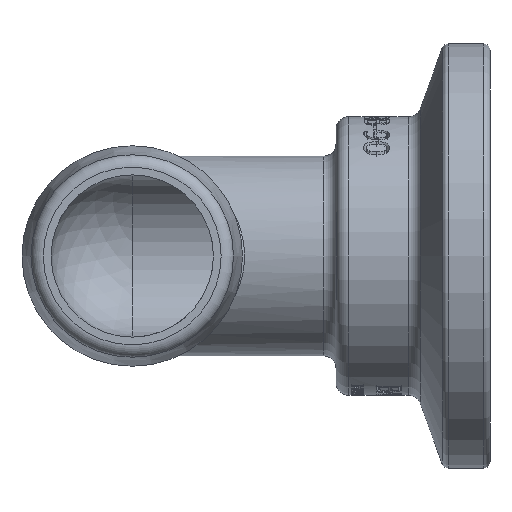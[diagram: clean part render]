
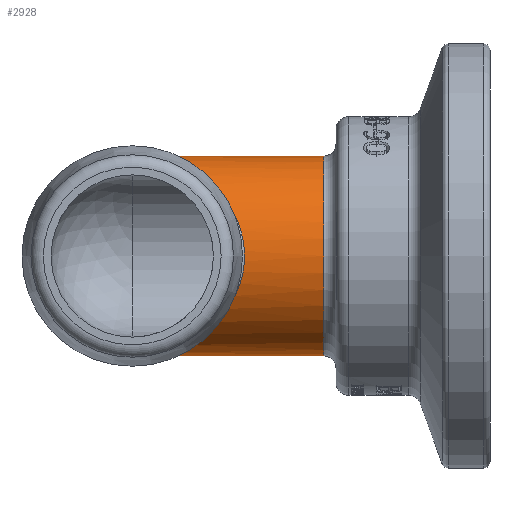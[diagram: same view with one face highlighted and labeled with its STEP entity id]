
A CAD part, front view. The second image highlights one B-rep face of the part: STEP entity #2928.
In plain terms, the highlighted cylindrical face has radius 12.192 mm (diameter 24.384 mm), a full revolution.
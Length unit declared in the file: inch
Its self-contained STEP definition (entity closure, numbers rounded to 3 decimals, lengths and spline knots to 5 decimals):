
#2881=CARTESIAN_POINT('',(0.0,0.,0.48));
#2882=VERTEX_POINT('',#2881);
#2883=CARTESIAN_POINT('',(0.0,0.,-0.48));
#2884=VERTEX_POINT('',#2883);
#2892=CARTESIAN_POINT('',(0.,0.0,0.0));
#2893=DIRECTION('',(-0.664,-0.747,0.));
#2894=DIRECTION('',(0.747,-0.664,0.0));
#2895=AXIS2_PLACEMENT_3D('',#2892,#2893,#2894);
#2896=ELLIPSE('',#2895,0.7225,0.48);
#2897=EDGE_CURVE('',#2884,#2882,#2896,.T.);
#2902=CARTESIAN_POINT('',(0.49,0.0,0.0));
#2903=DIRECTION('',(1.0,0.0,0.0));
#2904=DIRECTION('',(0.0,1.0,0.0));
#2905=AXIS2_PLACEMENT_3D('',#2902,#2903,#2904);
#2906=CYLINDRICAL_SURFACE('',#2905,0.48);
#2907=CARTESIAN_POINT('',(0.92,0.48,0.0));
#2908=VERTEX_POINT('',#2907);
#2909=CARTESIAN_POINT('',(0.92,0.0,0.0));
#2910=DIRECTION('',(1.0,0.0,0.0));
#2911=DIRECTION('',(0.0,-1.0,0.0));
#2912=AXIS2_PLACEMENT_3D('',#2909,#2910,#2911);
#2913=CIRCLE('',#2912,0.48);
#2914=EDGE_CURVE('',#2908,#2908,#2913,.T.);
#2915=ORIENTED_EDGE('',*,*,#2914,.F.);
#2916=EDGE_LOOP('',(#2915));
#2917=FACE_OUTER_BOUND('',#2916,.T.);
#2918=ORIENTED_EDGE('',*,*,#2897,.F.);
#2919=CARTESIAN_POINT('',(0.0,0.0,0.0));
#2920=DIRECTION('',(1.0,0.0,0.0));
#2921=DIRECTION('',(0.0,1.0,0.0));
#2922=AXIS2_PLACEMENT_3D('',#2919,#2920,#2921);
#2923=CIRCLE('',#2922,0.48);
#2924=EDGE_CURVE('',#2884,#2882,#2923,.T.);
#2925=ORIENTED_EDGE('',*,*,#2924,.T.);
#2926=EDGE_LOOP('',(#2918,#2925));
#2927=FACE_BOUND('',#2926,.T.);
#2928=ADVANCED_FACE('',(#2917,#2927),#2906,.T.);
